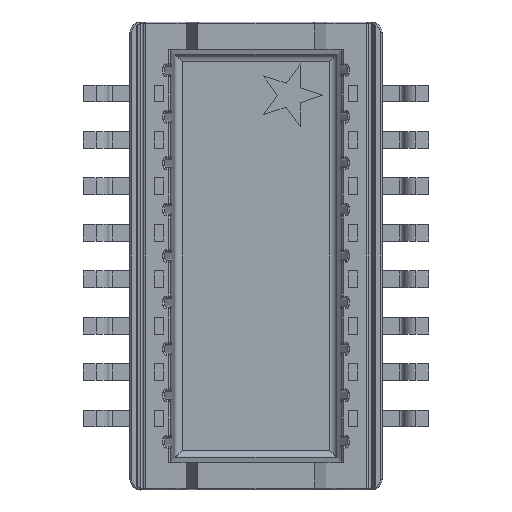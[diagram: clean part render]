
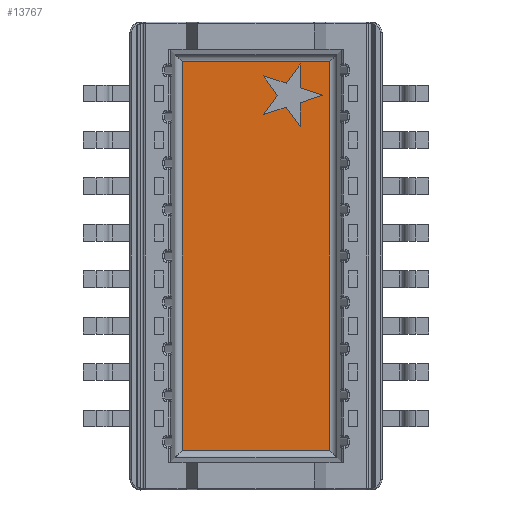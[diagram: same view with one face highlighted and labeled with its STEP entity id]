
A CAD part, front view. The second image highlights one B-rep face of the part: STEP entity #13767.
In plain terms, the highlighted planar face has unit normal (0, -1, 0).
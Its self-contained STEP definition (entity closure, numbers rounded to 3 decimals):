
#992=FACE_BOUND('',#2672,.T.);
#1256=PLANE('',#14651);
#1803=FACE_OUTER_BOUND('',#2671,.T.);
#2671=EDGE_LOOP('',(#11783,#11784,#11785,#11786));
#2672=EDGE_LOOP('',(#11787,#11788,#11789,#11790,#11791,#11792,#11793,#11794,
#11795,#11796));
#4029=LINE('',#24318,#5286);
#4030=LINE('',#24321,#5287);
#4031=LINE('',#24325,#5288);
#4032=LINE('',#24328,#5289);
#4033=LINE('',#24332,#5290);
#4034=LINE('',#24334,#5291);
#4035=LINE('',#24336,#5292);
#4036=LINE('',#24338,#5293);
#4037=LINE('',#24340,#5294);
#4038=LINE('',#24342,#5295);
#4039=LINE('',#24344,#5296);
#4040=LINE('',#24346,#5297);
#4041=LINE('',#24348,#5298);
#4042=LINE('',#24349,#5299);
#5286=VECTOR('',#17295,10.634);
#5287=VECTOR('',#17298,4.034);
#5288=VECTOR('',#17303,10.634);
#5289=VECTOR('',#17308,4.034);
#5290=VECTOR('',#17311,0.653);
#5291=VECTOR('',#17312,0.653);
#5292=VECTOR('',#17313,0.653);
#5293=VECTOR('',#17314,0.653);
#5294=VECTOR('',#17315,0.653);
#5295=VECTOR('',#17316,0.653);
#5296=VECTOR('',#17317,0.653);
#5297=VECTOR('',#17318,0.653);
#5298=VECTOR('',#17319,0.653);
#5299=VECTOR('',#17320,0.653);
#6813=VERTEX_POINT('',#24314);
#6814=VERTEX_POINT('',#24316);
#6815=VERTEX_POINT('',#24320);
#6816=VERTEX_POINT('',#24324);
#6817=VERTEX_POINT('',#24330);
#6818=VERTEX_POINT('',#24331);
#6819=VERTEX_POINT('',#24333);
#6820=VERTEX_POINT('',#24335);
#6821=VERTEX_POINT('',#24337);
#6822=VERTEX_POINT('',#24339);
#6823=VERTEX_POINT('',#24341);
#6824=VERTEX_POINT('',#24343);
#6825=VERTEX_POINT('',#24345);
#6826=VERTEX_POINT('',#24347);
#8506=EDGE_CURVE('',#6813,#6814,#4029,.T.);
#8507=EDGE_CURVE('',#6813,#6815,#4030,.T.);
#8509=EDGE_CURVE('',#6816,#6815,#4031,.T.);
#8511=EDGE_CURVE('',#6816,#6814,#4032,.T.);
#8512=EDGE_CURVE('',#6817,#6818,#4033,.T.);
#8513=EDGE_CURVE('',#6819,#6817,#4034,.T.);
#8514=EDGE_CURVE('',#6820,#6819,#4035,.T.);
#8515=EDGE_CURVE('',#6821,#6820,#4036,.T.);
#8516=EDGE_CURVE('',#6822,#6821,#4037,.T.);
#8517=EDGE_CURVE('',#6823,#6822,#4038,.T.);
#8518=EDGE_CURVE('',#6824,#6823,#4039,.T.);
#8519=EDGE_CURVE('',#6825,#6824,#4040,.T.);
#8520=EDGE_CURVE('',#6826,#6825,#4041,.T.);
#8521=EDGE_CURVE('',#6818,#6826,#4042,.T.);
#11783=ORIENTED_EDGE('',*,*,#8511,.F.);
#11784=ORIENTED_EDGE('',*,*,#8509,.T.);
#11785=ORIENTED_EDGE('',*,*,#8507,.F.);
#11786=ORIENTED_EDGE('',*,*,#8506,.T.);
#11787=ORIENTED_EDGE('',*,*,#8512,.F.);
#11788=ORIENTED_EDGE('',*,*,#8513,.F.);
#11789=ORIENTED_EDGE('',*,*,#8514,.F.);
#11790=ORIENTED_EDGE('',*,*,#8515,.F.);
#11791=ORIENTED_EDGE('',*,*,#8516,.F.);
#11792=ORIENTED_EDGE('',*,*,#8517,.F.);
#11793=ORIENTED_EDGE('',*,*,#8518,.F.);
#11794=ORIENTED_EDGE('',*,*,#8519,.F.);
#11795=ORIENTED_EDGE('',*,*,#8520,.F.);
#11796=ORIENTED_EDGE('',*,*,#8521,.F.);
#13767=ADVANCED_FACE('',(#1803,#992),#1256,.F.);
#14651=AXIS2_PLACEMENT_3D('',#24329,#17309,#17310);
#17295=DIRECTION('',(0.,0.,1.));
#17298=DIRECTION('',(-1.,0.,0.));
#17303=DIRECTION('',(0.,0.,-1.));
#17308=DIRECTION('',(1.,0.,0.));
#17309=DIRECTION('center_axis',(0.,1.,0.));
#17310=DIRECTION('ref_axis',(-1.,0.,0.));
#17311=DIRECTION('',(-0.951,0.,0.31));
#17312=DIRECTION('',(0.951,0.,0.31));
#17313=DIRECTION('',(0.002,0.,1.));
#17314=DIRECTION('',(0.589,0.,-0.808));
#17315=DIRECTION('',(0.952,0.,0.308));
#17316=DIRECTION('',(-0.587,0.,-0.81));
#17317=DIRECTION('',(0.587,0.,-0.81));
#17318=DIRECTION('',(-0.952,0.,0.308));
#17319=DIRECTION('',(-0.589,0.,-0.808));
#17320=DIRECTION('',(-0.002,0.,1.));
#24314=CARTESIAN_POINT('',(2.017,4.85,-5.317));
#24316=CARTESIAN_POINT('',(2.017,4.85,5.317));
#24318=CARTESIAN_POINT('',(2.017,4.85,-5.317));
#24320=CARTESIAN_POINT('',(-2.017,4.85,-5.317));
#24321=CARTESIAN_POINT('',(2.017,4.85,-5.317));
#24324=CARTESIAN_POINT('',(-2.017,4.85,5.317));
#24325=CARTESIAN_POINT('',(-2.017,4.85,5.317));
#24328=CARTESIAN_POINT('',(-2.017,4.85,5.317));
#24329=CARTESIAN_POINT('Origin',(0.,4.85,-5.65));
#24330=CARTESIAN_POINT('',(1.832,4.85,4.396));
#24331=CARTESIAN_POINT('',(1.211,4.85,4.599));
#24332=CARTESIAN_POINT('',(1.832,4.85,4.396));
#24333=CARTESIAN_POINT('',(1.211,4.85,4.193));
#24334=CARTESIAN_POINT('',(1.211,4.85,4.193));
#24335=CARTESIAN_POINT('',(1.21,4.85,3.54));
#24336=CARTESIAN_POINT('',(1.21,4.85,3.54));
#24337=CARTESIAN_POINT('',(0.825,4.85,4.068));
#24338=CARTESIAN_POINT('',(0.825,4.85,4.068));
#24339=CARTESIAN_POINT('',(0.204,4.85,3.867));
#24340=CARTESIAN_POINT('',(0.204,4.85,3.867));
#24341=CARTESIAN_POINT('',(0.587,4.85,4.396));
#24342=CARTESIAN_POINT('',(0.587,4.85,4.396));
#24343=CARTESIAN_POINT('',(0.204,4.85,4.925));
#24344=CARTESIAN_POINT('',(0.204,4.85,4.925));
#24345=CARTESIAN_POINT('',(0.825,4.85,4.724));
#24346=CARTESIAN_POINT('',(0.825,4.85,4.724));
#24347=CARTESIAN_POINT('',(1.21,4.85,5.252));
#24348=CARTESIAN_POINT('',(1.21,4.85,5.252));
#24349=CARTESIAN_POINT('',(1.211,4.85,4.599));
